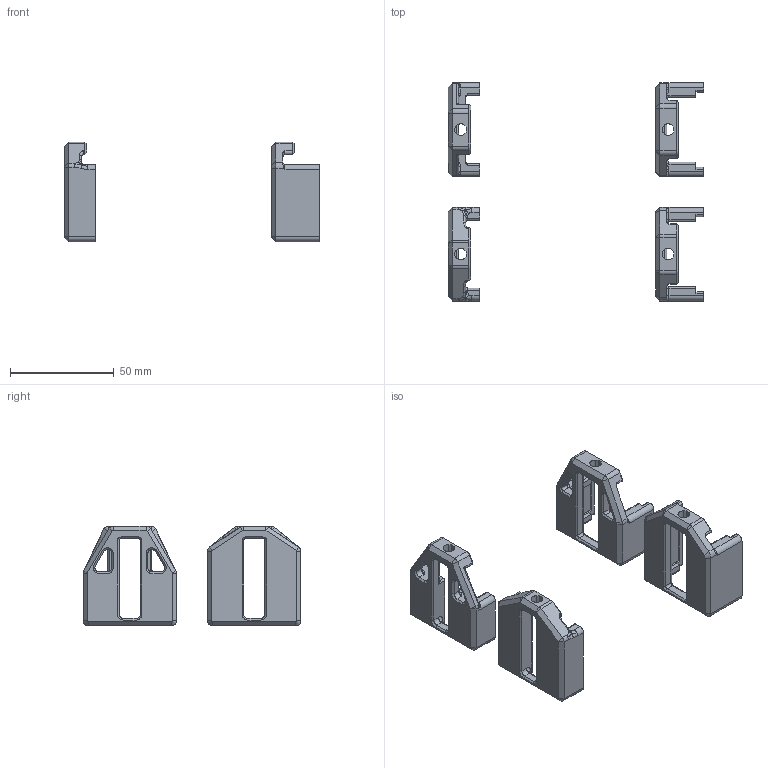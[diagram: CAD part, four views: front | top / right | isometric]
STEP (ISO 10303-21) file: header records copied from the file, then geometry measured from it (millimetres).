
FILE_DESCRIPTION(/* description */ (''),/* implementation_level */ '2;1');
FILE_NAME(/* name */ 'side_fan_support_push_connector_mount.step',/* time_stamp */ '2024-01-18T09:52:16-06:00',/* author */ (''),/* organization */ (''),/* preprocessor_version */ 'ST-DEVELOPER v20',/* originating_system */ 'Autodesk Translation Framework v12.14.0.127',/* authorisation */ '');
FILE_SCHEMA (('AUTOMOTIVE_DESIGN { 1 0 10303 214 3 1 1 }'));
Length unit declared in the file: millimetre
Products named in the file (8): (Unsaved); Fan Mount; UPC - Skirt Fan; UPC3 - Skirt Fan; UPC5 - Skirt Fan; WAGO - Skirt Fan; WAGO3 - Skirt Fan; WAGO5 - Skirt Fan
Assembly tree (7 placements, depth 4):
  (Unsaved)
    Fan Mount
      UPC - Skirt Fan
        UPC3 - Skirt Fan
        UPC5 - Skirt Fan
      WAGO - Skirt Fan
        WAGO3 - Skirt Fan
        WAGO5 - Skirt Fan
Bounding box: 123.2 x 105 x 48 mm (x, y, z)
Volume: 44459.3 mm3; surface area: 29338.3 mm2
Topology: 4 solids, 4 shells, 623 faces, 1576 edges, 943 vertices
Faces by surface type: plane 265, cylinder 182, torus 70, cone 68, bspline 36, sphere 2
Entity records: 21665 total; most frequent: CARTESIAN_POINT 6463, DIRECTION 3214, ORIENTED_EDGE 3132, EDGE_CURVE 1566, AXIS2_PLACEMENT_3D 1126, LINE 962, VECTOR 962, VERTEX_POINT 943
